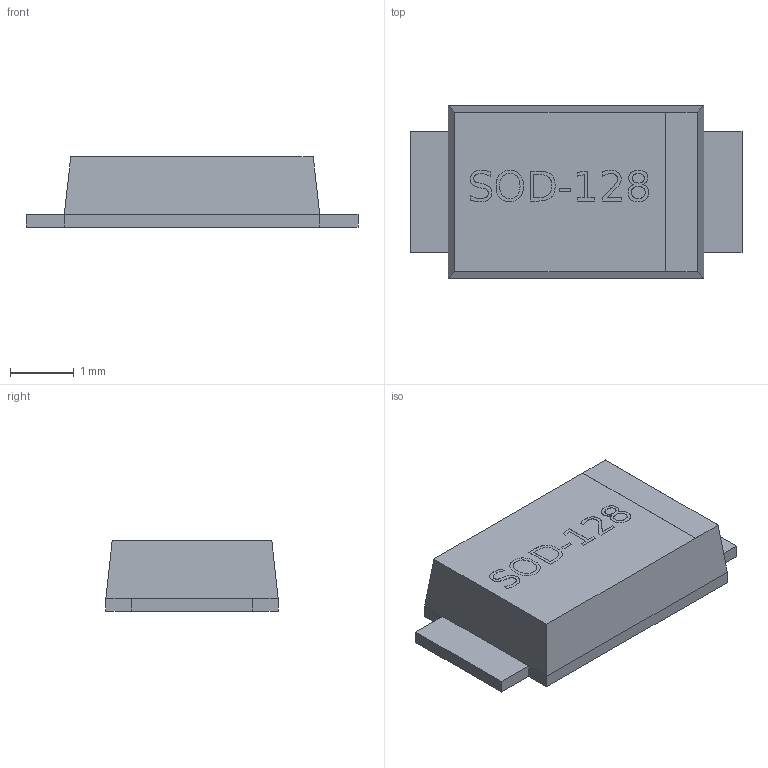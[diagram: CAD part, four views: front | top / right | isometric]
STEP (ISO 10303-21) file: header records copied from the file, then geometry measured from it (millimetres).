
FILE_DESCRIPTION(('FreeCAD Model'),'2;1');
FILE_NAME( 'SOD_128.step', '2016-08-08T18:39:09',('Author'),(''), 'Open CASCADE STEP processor 6.8','FreeCAD','Unknown');
FILE_SCHEMA(('AUTOMOTIVE_DESIGN_CC2 { 1 2 10303 214 -1 1 5 4 }'));
Length unit declared in the file: millimetre
Products named in the file (2): ASSEMBLY; SOD_128
Assembly tree (1 placements, depth 2):
  ASSEMBLY
    SOD_128
Bounding box: 5.2 x 2.7 x 1.1 mm (x, y, z)
Volume: 11.7 mm3; surface area: 39.8 mm2
Topology: 1 solids, 1 shells, 164 faces, 437 edges, 286 vertices
Faces by surface type: extrusion 96, plane 68
Entity records: 12026 total; most frequent: CARTESIAN_POINT 2723, DIRECTION 1163, VECTOR 1023, LINE 927, ORIENTED_EDGE 874, PCURVE 874, DEFINITIONAL_REPRESENTATION 874, B_SPLINE_CURVE_WITH_KNOTS 480
